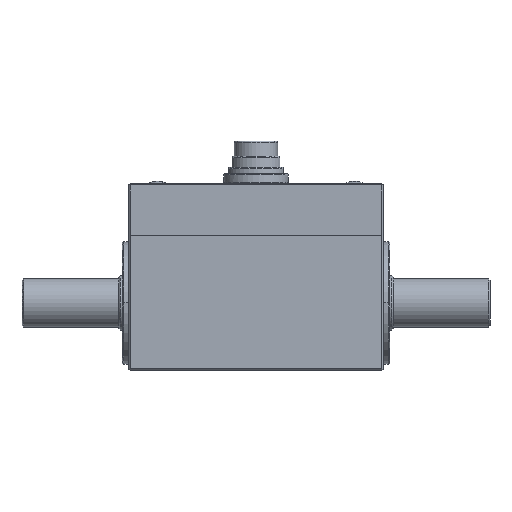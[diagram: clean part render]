
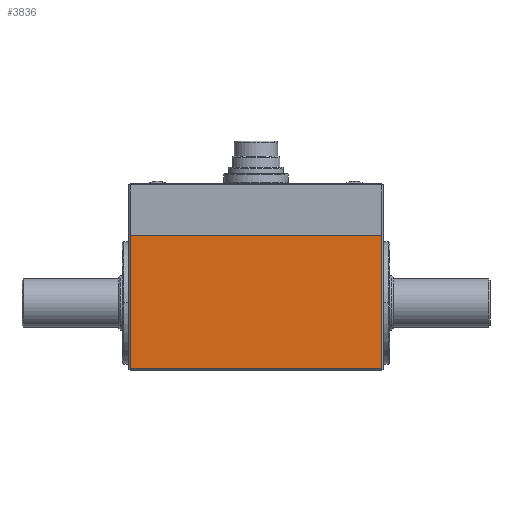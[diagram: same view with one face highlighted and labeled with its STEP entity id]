
A CAD part, top view. The second image highlights one B-rep face of the part: STEP entity #3836.
In plain terms, the highlighted planar face has unit normal (0, 0, 1).
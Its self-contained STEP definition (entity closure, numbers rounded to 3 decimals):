
#363 = DIRECTION ( 'NONE',  ( 0., -1., 0. ) ) ;
#366 = CARTESIAN_POINT ( 'NONE',  ( 37.626, -33.803, 21. ) ) ;
#466 = ORIENTED_EDGE ( 'NONE', *, *, #5743, .F. ) ;
#998 = EDGE_LOOP ( 'NONE', ( #11887, #3657, #466, #6210 ) ) ;
#1772 = VECTOR ( 'NONE', #6723, 1000. ) ;
#2008 = CARTESIAN_POINT ( 'NONE',  ( -40.374, -33.803, 21. ) ) ;
#2255 = VERTEX_POINT ( 'NONE', #366 ) ;
#2843 = EDGE_CURVE ( 'NONE', #2255, #4253, #6430, .T. ) ;
#2960 = VECTOR ( 'NONE', #3846, 1000. ) ;
#3243 = VECTOR ( 'NONE', #6667, 1000. ) ;
#3282 = LINE ( 'NONE', #8950, #3243 ) ;
#3297 = CARTESIAN_POINT ( 'NONE',  ( 37.626, 7.697, 21. ) ) ;
#3544 = VERTEX_POINT ( 'NONE', #12245 ) ;
#3657 = ORIENTED_EDGE ( 'NONE', *, *, #2843, .T. ) ;
#3792 = LINE ( 'NONE', #12525, #11599 ) ;
#3836 = ADVANCED_FACE ( 'NONE', ( #13509 ), #11216, .F. ) ;
#3846 = DIRECTION ( 'NONE',  ( 1., 0., 0. ) ) ;
#4253 = VERTEX_POINT ( 'NONE', #3297 ) ;
#4363 = VERTEX_POINT ( 'NONE', #2008 ) ;
#4407 = CARTESIAN_POINT ( 'NONE',  ( 37.626, 7.697, 21. ) ) ;
#5743 = EDGE_CURVE ( 'NONE', #3544, #4253, #3282, .T. ) ;
#6210 = ORIENTED_EDGE ( 'NONE', *, *, #10704, .T. ) ;
#6430 = LINE ( 'NONE', #4407, #1772 ) ;
#6517 = EDGE_CURVE ( 'NONE', #4363, #2255, #13576, .T. ) ;
#6667 = DIRECTION ( 'NONE',  ( 1., 0., 0. ) ) ;
#6723 = DIRECTION ( 'NONE',  ( 0., 1., 0. ) ) ;
#8950 = CARTESIAN_POINT ( 'NONE',  ( -42.874, 7.697, 21. ) ) ;
#10638 = DIRECTION ( 'NONE',  ( 0., -1., 0. ) ) ;
#10686 = DIRECTION ( 'NONE',  ( 0., 0., -1. ) ) ;
#10704 = EDGE_CURVE ( 'NONE', #3544, #4363, #3792, .T. ) ;
#10727 = CARTESIAN_POINT ( 'NONE',  ( -42.874, 7.697, 21. ) ) ;
#11216 = PLANE ( 'NONE',  #13644 ) ;
#11599 = VECTOR ( 'NONE', #363, 1000. ) ;
#11887 = ORIENTED_EDGE ( 'NONE', *, *, #6517, .T. ) ;
#12245 = CARTESIAN_POINT ( 'NONE',  ( -40.374, 7.697, 21. ) ) ;
#12525 = CARTESIAN_POINT ( 'NONE',  ( -40.374, -34.303, 21. ) ) ;
#12680 = CARTESIAN_POINT ( 'NONE',  ( -42.874, -33.803, 21. ) ) ;
#13509 = FACE_OUTER_BOUND ( 'NONE', #998, .T. ) ;
#13576 = LINE ( 'NONE', #12680, #2960 ) ;
#13644 = AXIS2_PLACEMENT_3D ( 'NONE', #10727, #10686, #10638 ) ;
